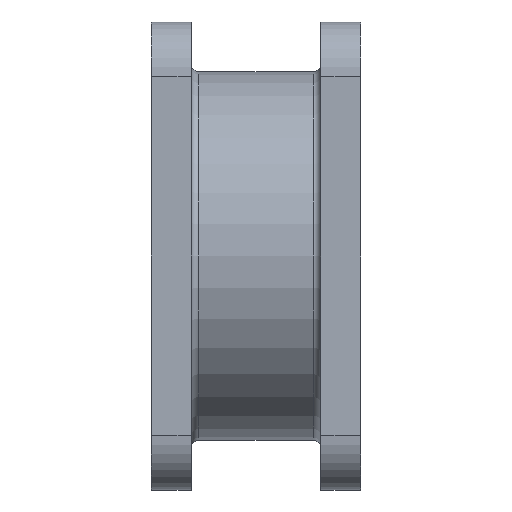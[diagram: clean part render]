
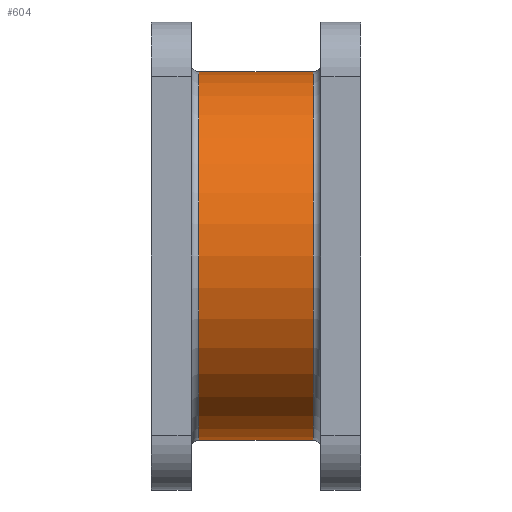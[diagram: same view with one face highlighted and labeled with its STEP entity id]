
A CAD part, front view. The second image highlights one B-rep face of the part: STEP entity #604.
In plain terms, the highlighted cylindrical face has radius 37 mm (diameter 74 mm), a partial arc.
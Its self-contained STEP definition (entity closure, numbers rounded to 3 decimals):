
#121 = ORIENTED_EDGE ( 'NONE', *, *, #1608, .F. ) ;
#153 = VECTOR ( 'NONE', #833, 1000. ) ;
#154 = LINE ( 'NONE', #832, #153 ) ;
#158 = VECTOR ( 'NONE', #838, 1000. ) ;
#160 = LINE ( 'NONE', #837, #158 ) ;
#196 = CIRCLE ( 'NONE', #1476, 37. ) ;
#209 = CIRCLE ( 'NONE', #1477, 37. ) ;
#343 = CYLINDRICAL_SURFACE ( 'NONE', #1505, 37. ) ;
#351 = FACE_OUTER_BOUND ( 'NONE', #428, .T. ) ;
#428 = EDGE_LOOP ( 'NONE', ( #121, #522, #488, #487 ) ) ;
#487 = ORIENTED_EDGE ( 'NONE', *, *, #1577, .T. ) ;
#488 = ORIENTED_EDGE ( 'NONE', *, *, #1610, .T. ) ;
#522 = ORIENTED_EDGE ( 'NONE', *, *, #1583, .T. ) ;
#604 = ADVANCED_FACE ( 'NONE', ( #351 ), #343, .T. ) ;
#632 = DIRECTION ( 'NONE',  ( 0., 0., 1. ) ) ;
#694 = DIRECTION ( 'NONE',  ( 0., 0., -1. ) ) ;
#699 = CARTESIAN_POINT ( 'NONE',  ( 32.5, 0., 0. ) ) ;
#700 = CARTESIAN_POINT ( 'NONE',  ( 32.5, 0., 37. ) ) ;
#712 = CARTESIAN_POINT ( 'NONE',  ( 9.5, 0., 0. ) ) ;
#717 = DIRECTION ( 'NONE',  ( 0., 0., 1. ) ) ;
#730 = DIRECTION ( 'NONE',  ( 1., 0., 0. ) ) ;
#832 = CARTESIAN_POINT ( 'NONE',  ( 0., 0., 37. ) ) ;
#833 = DIRECTION ( 'NONE',  ( -1., 0., 0. ) ) ;
#837 = CARTESIAN_POINT ( 'NONE',  ( 0., 0., -37. ) ) ;
#838 = DIRECTION ( 'NONE',  ( -1., 0., 0. ) ) ;
#943 = CARTESIAN_POINT ( 'NONE',  ( 9.5, 0., 37. ) ) ;
#1051 = DIRECTION ( 'NONE',  ( -1., 0., 0. ) ) ;
#1073 = VERTEX_POINT ( 'NONE', #1279 ) ;
#1103 = VERTEX_POINT ( 'NONE', #1292 ) ;
#1117 = VERTEX_POINT ( 'NONE', #700 ) ;
#1159 = VERTEX_POINT ( 'NONE', #943 ) ;
#1191 = DIRECTION ( 'NONE',  ( -1., 0., 0. ) ) ;
#1247 = CARTESIAN_POINT ( 'NONE',  ( 0., 0., 0. ) ) ;
#1279 = CARTESIAN_POINT ( 'NONE',  ( 9.5, 0., -37. ) ) ;
#1292 = CARTESIAN_POINT ( 'NONE',  ( 32.5, 0., -37. ) ) ;
#1476 = AXIS2_PLACEMENT_3D ( 'NONE', #699, #1051, #694 ) ;
#1477 = AXIS2_PLACEMENT_3D ( 'NONE', #712, #730, #717 ) ;
#1505 = AXIS2_PLACEMENT_3D ( 'NONE', #1247, #1191, #632 ) ;
#1577 = EDGE_CURVE ( 'NONE', #1159, #1073, #209, .T. ) ;
#1583 = EDGE_CURVE ( 'NONE', #1103, #1117, #196, .T. ) ;
#1608 = EDGE_CURVE ( 'NONE', #1103, #1073, #160, .T. ) ;
#1610 = EDGE_CURVE ( 'NONE', #1117, #1159, #154, .T. ) ;
